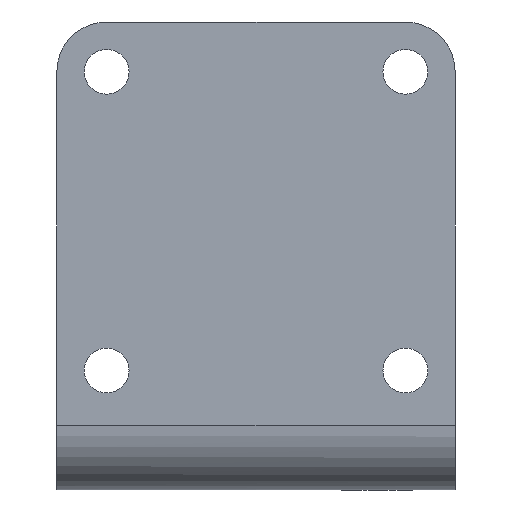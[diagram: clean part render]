
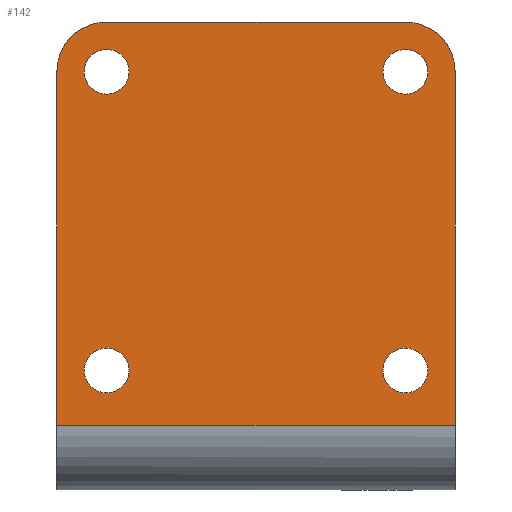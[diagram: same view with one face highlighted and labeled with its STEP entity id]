
A CAD part, front view. The second image highlights one B-rep face of the part: STEP entity #142.
In plain terms, the highlighted planar face has unit normal (0, -1, 0).
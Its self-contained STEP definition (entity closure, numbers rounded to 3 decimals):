
#37 = FACE_BOUND ( 'NONE', #537, .T. ) ;
#45 = LINE ( 'NONE', #1100, #780 ) ;
#51 = CARTESIAN_POINT ( 'NONE',  ( 80., -8., 76. ) ) ;
#56 = DIRECTION ( 'NONE',  ( 0., 1., 0. ) ) ;
#68 = CARTESIAN_POINT ( 'NONE',  ( 10., -8., 86. ) ) ;
#79 = EDGE_LOOP ( 'NONE', ( #983, #1066, #215, #1088, #1173, #252 ) ) ;
#95 = LINE ( 'NONE', #1033, #1079 ) ;
#123 = VERTEX_POINT ( 'NONE', #68 ) ;
#139 = PLANE ( 'NONE',  #618 ) ;
#141 = DIRECTION ( 'NONE',  ( 0., 0., -1. ) ) ;
#142 = ADVANCED_FACE ( 'NONE', ( #525, #844, #37, #323, #502 ), #139, .F. ) ;
#155 = DIRECTION ( 'NONE',  ( -1., 0., 0. ) ) ;
#163 = CARTESIAN_POINT ( 'NONE',  ( 0., -8., 0. ) ) ;
#169 = ORIENTED_EDGE ( 'NONE', *, *, #789, .T. ) ;
#177 = CIRCLE ( 'NONE', #204, 4.5 ) ;
#178 = ORIENTED_EDGE ( 'NONE', *, *, #538, .T. ) ;
#180 = CIRCLE ( 'NONE', #956, 4.5 ) ;
#182 = EDGE_CURVE ( 'NONE', #183, #590, #803, .T. ) ;
#183 = VERTEX_POINT ( 'NONE', #51 ) ;
#191 = LINE ( 'NONE', #163, #1182 ) ;
#197 = VERTEX_POINT ( 'NONE', #430 ) ;
#201 = DIRECTION ( 'NONE',  ( 0., 0., -1. ) ) ;
#204 = AXIS2_PLACEMENT_3D ( 'NONE', #1146, #477, #760 ) ;
#212 = AXIS2_PLACEMENT_3D ( 'NONE', #818, #627, #1208 ) ;
#215 = ORIENTED_EDGE ( 'NONE', *, *, #182, .T. ) ;
#249 = CARTESIAN_POINT ( 'NONE',  ( 0., -8., 5. ) ) ;
#252 = ORIENTED_EDGE ( 'NONE', *, *, #1175, .T. ) ;
#253 = ORIENTED_EDGE ( 'NONE', *, *, #321, .T. ) ;
#276 = AXIS2_PLACEMENT_3D ( 'NONE', #643, #471, #568 ) ;
#287 = CIRCLE ( 'NONE', #212, 4.5 ) ;
#292 = VERTEX_POINT ( 'NONE', #849 ) ;
#321 = EDGE_CURVE ( 'NONE', #829, #1169, #177, .T. ) ;
#323 = FACE_BOUND ( 'NONE', #1051, .T. ) ;
#333 = VERTEX_POINT ( 'NONE', #1235 ) ;
#354 = CARTESIAN_POINT ( 'NONE',  ( 10., -8., 76. ) ) ;
#366 = VERTEX_POINT ( 'NONE', #854 ) ;
#406 = AXIS2_PLACEMENT_3D ( 'NONE', #1112, #1198, #1217 ) ;
#416 = AXIS2_PLACEMENT_3D ( 'NONE', #1099, #424, #1001 ) ;
#424 = DIRECTION ( 'NONE',  ( 0., -1., 0. ) ) ;
#425 = DIRECTION ( 'NONE',  ( 0., 1., 0. ) ) ;
#427 = ORIENTED_EDGE ( 'NONE', *, *, #793, .T. ) ;
#430 = CARTESIAN_POINT ( 'NONE',  ( 10., -8., 20.5 ) ) ;
#433 = DIRECTION ( 'NONE',  ( 0., 1., 0. ) ) ;
#442 = DIRECTION ( 'NONE',  ( 0., 0., 1. ) ) ;
#446 = CARTESIAN_POINT ( 'NONE',  ( 70., -8., 80.5 ) ) ;
#447 = CARTESIAN_POINT ( 'NONE',  ( 10., -8., 80.5 ) ) ;
#460 = CIRCLE ( 'NONE', #1101, 4.5 ) ;
#461 = VERTEX_POINT ( 'NONE', #446 ) ;
#471 = DIRECTION ( 'NONE',  ( 0., -1., 0. ) ) ;
#477 = DIRECTION ( 'NONE',  ( 0., 1., 0. ) ) ;
#491 = DIRECTION ( 'NONE',  ( 0., 1., 0. ) ) ;
#502 = FACE_OUTER_BOUND ( 'NONE', #79, .T. ) ;
#525 = FACE_BOUND ( 'NONE', #1201, .T. ) ;
#530 = CARTESIAN_POINT ( 'NONE',  ( 70., -8., 76. ) ) ;
#534 = DIRECTION ( 'NONE',  ( 0., 0., 1. ) ) ;
#537 = EDGE_LOOP ( 'NONE', ( #427, #169 ) ) ;
#538 = EDGE_CURVE ( 'NONE', #292, #1090, #594, .T. ) ;
#541 = DIRECTION ( 'NONE',  ( -1., 0., 0. ) ) ;
#568 = DIRECTION ( 'NONE',  ( 0., 0., 1. ) ) ;
#575 = DIRECTION ( 'NONE',  ( 0., 1., 0. ) ) ;
#590 = VERTEX_POINT ( 'NONE', #1060 ) ;
#592 = DIRECTION ( 'NONE',  ( 0., 0., 1. ) ) ;
#594 = CIRCLE ( 'NONE', #924, 4.5 ) ;
#597 = EDGE_CURVE ( 'NONE', #461, #933, #460, .T. ) ;
#618 = AXIS2_PLACEMENT_3D ( 'NONE', #1015, #56, #631 ) ;
#627 = DIRECTION ( 'NONE',  ( 0., 1., 0. ) ) ;
#631 = DIRECTION ( 'NONE',  ( 0., 0., 1. ) ) ;
#636 = CARTESIAN_POINT ( 'NONE',  ( 70., -8., 16. ) ) ;
#643 = CARTESIAN_POINT ( 'NONE',  ( 10., -8., 76. ) ) ;
#644 = DIRECTION ( 'NONE',  ( 0., 1., 0. ) ) ;
#657 = DIRECTION ( 'NONE',  ( 0., 0., 1. ) ) ;
#697 = CIRCLE ( 'NONE', #1012, 4.5 ) ;
#701 = EDGE_CURVE ( 'NONE', #1169, #829, #180, .T. ) ;
#706 = EDGE_CURVE ( 'NONE', #933, #461, #697, .T. ) ;
#718 = EDGE_CURVE ( 'NONE', #1090, #292, #1176, .T. ) ;
#746 = CARTESIAN_POINT ( 'NONE',  ( 70., -8., 71.5 ) ) ;
#760 = DIRECTION ( 'NONE',  ( 0., 0., 1. ) ) ;
#780 = VECTOR ( 'NONE', #155, 1000. ) ;
#785 = EDGE_CURVE ( 'NONE', #590, #123, #1058, .T. ) ;
#789 = EDGE_CURVE ( 'NONE', #366, #197, #287, .T. ) ;
#792 = VECTOR ( 'NONE', #541, 1000. ) ;
#793 = EDGE_CURVE ( 'NONE', #197, #366, #1018, .T. ) ;
#803 = CIRCLE ( 'NONE', #416, 10. ) ;
#818 = CARTESIAN_POINT ( 'NONE',  ( 10., -8., 16. ) ) ;
#820 = ORIENTED_EDGE ( 'NONE', *, *, #597, .T. ) ;
#828 = VERTEX_POINT ( 'NONE', #249 ) ;
#829 = VERTEX_POINT ( 'NONE', #447 ) ;
#844 = FACE_BOUND ( 'NONE', #1025, .T. ) ;
#849 = CARTESIAN_POINT ( 'NONE',  ( 70., -8., 11.5 ) ) ;
#854 = CARTESIAN_POINT ( 'NONE',  ( 10., -8., 11.5 ) ) ;
#877 = ORIENTED_EDGE ( 'NONE', *, *, #718, .T. ) ;
#882 = VERTEX_POINT ( 'NONE', #910 ) ;
#903 = EDGE_CURVE ( 'NONE', #882, #828, #45, .T. ) ;
#906 = ORIENTED_EDGE ( 'NONE', *, *, #706, .T. ) ;
#910 = CARTESIAN_POINT ( 'NONE',  ( 80., -8., 5. ) ) ;
#924 = AXIS2_PLACEMENT_3D ( 'NONE', #1141, #575, #1054 ) ;
#933 = VERTEX_POINT ( 'NONE', #746 ) ;
#956 = AXIS2_PLACEMENT_3D ( 'NONE', #354, #425, #442 ) ;
#964 = CARTESIAN_POINT ( 'NONE',  ( 70., -8., 76. ) ) ;
#974 = EDGE_CURVE ( 'NONE', #123, #333, #1239, .T. ) ;
#983 = ORIENTED_EDGE ( 'NONE', *, *, #903, .F. ) ;
#990 = ORIENTED_EDGE ( 'NONE', *, *, #701, .T. ) ;
#1001 = DIRECTION ( 'NONE',  ( 0., 0., 1. ) ) ;
#1012 = AXIS2_PLACEMENT_3D ( 'NONE', #530, #433, #534 ) ;
#1015 = CARTESIAN_POINT ( 'NONE',  ( 80., -8., 0. ) ) ;
#1018 = CIRCLE ( 'NONE', #406, 4.5 ) ;
#1025 = EDGE_LOOP ( 'NONE', ( #820, #906 ) ) ;
#1033 = CARTESIAN_POINT ( 'NONE',  ( 80., -8., 0. ) ) ;
#1050 = CARTESIAN_POINT ( 'NONE',  ( 10., -8., 71.5 ) ) ;
#1051 = EDGE_LOOP ( 'NONE', ( #877, #178 ) ) ;
#1054 = DIRECTION ( 'NONE',  ( 0., 0., 1. ) ) ;
#1058 = LINE ( 'NONE', #1202, #792 ) ;
#1060 = CARTESIAN_POINT ( 'NONE',  ( 70., -8., 86. ) ) ;
#1066 = ORIENTED_EDGE ( 'NONE', *, *, #1103, .F. ) ;
#1079 = VECTOR ( 'NONE', #141, 1000. ) ;
#1083 = AXIS2_PLACEMENT_3D ( 'NONE', #636, #644, #657 ) ;
#1088 = ORIENTED_EDGE ( 'NONE', *, *, #785, .T. ) ;
#1090 = VERTEX_POINT ( 'NONE', #1237 ) ;
#1099 = CARTESIAN_POINT ( 'NONE',  ( 70., -8., 76. ) ) ;
#1100 = CARTESIAN_POINT ( 'NONE',  ( 80., -8., 5. ) ) ;
#1101 = AXIS2_PLACEMENT_3D ( 'NONE', #964, #491, #592 ) ;
#1103 = EDGE_CURVE ( 'NONE', #183, #882, #95, .T. ) ;
#1112 = CARTESIAN_POINT ( 'NONE',  ( 10., -8., 16. ) ) ;
#1141 = CARTESIAN_POINT ( 'NONE',  ( 70., -8., 16. ) ) ;
#1146 = CARTESIAN_POINT ( 'NONE',  ( 10., -8., 76. ) ) ;
#1169 = VERTEX_POINT ( 'NONE', #1050 ) ;
#1173 = ORIENTED_EDGE ( 'NONE', *, *, #974, .T. ) ;
#1175 = EDGE_CURVE ( 'NONE', #333, #828, #191, .T. ) ;
#1176 = CIRCLE ( 'NONE', #1083, 4.5 ) ;
#1182 = VECTOR ( 'NONE', #201, 1000. ) ;
#1198 = DIRECTION ( 'NONE',  ( 0., 1., 0. ) ) ;
#1201 = EDGE_LOOP ( 'NONE', ( #253, #990 ) ) ;
#1202 = CARTESIAN_POINT ( 'NONE',  ( 80., -8., 86. ) ) ;
#1208 = DIRECTION ( 'NONE',  ( 0., 0., 1. ) ) ;
#1217 = DIRECTION ( 'NONE',  ( 0., 0., 1. ) ) ;
#1235 = CARTESIAN_POINT ( 'NONE',  ( 0., -8., 76. ) ) ;
#1237 = CARTESIAN_POINT ( 'NONE',  ( 70., -8., 20.5 ) ) ;
#1239 = CIRCLE ( 'NONE', #276, 10. ) ;
